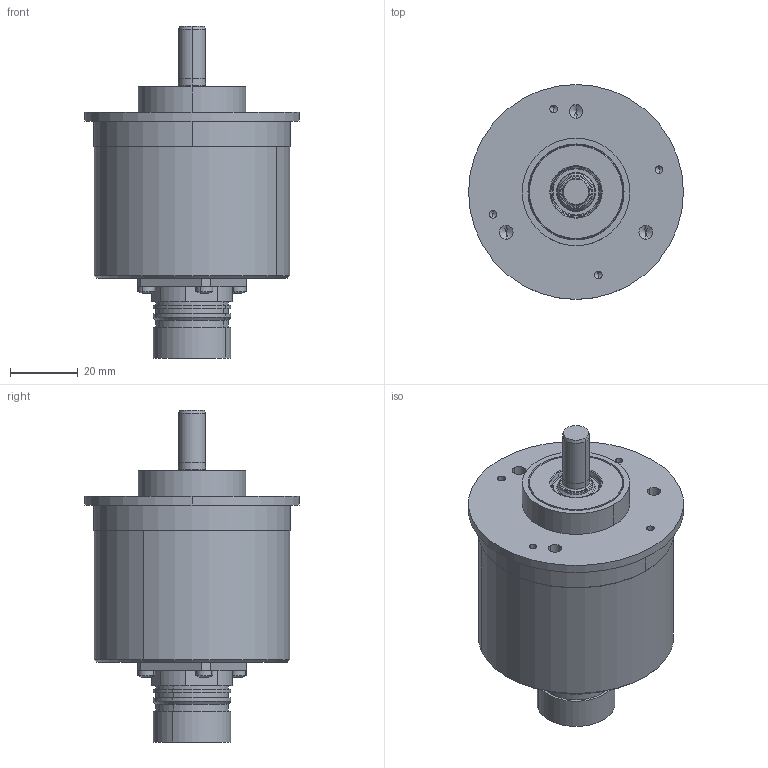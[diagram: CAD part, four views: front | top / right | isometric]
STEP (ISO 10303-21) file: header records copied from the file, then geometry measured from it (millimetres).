
FILE_DESCRIPTION((''),'2;1');
FILE_NAME('527758','2010-11-10T',('se2802'),(''),'PRO/ENGINEER BY PARAMETRIC TECHNOLOGY CORPORATION, 2010180','PRO/ENGINEER BY PARAMETRIC TECHNOLOGY CORPORATION, 2010180','');
FILE_SCHEMA(('CONFIG_CONTROL_DESIGN'));
Products named in the file (1): 527758
Bounding box: 63.5 x 63.5 x 98.1 mm (x, y, z)
Volume: 84733.7 mm3; surface area: 44974.7 mm2
Topology: 1 solids, 2 shells, 1463 faces, 4020 edges, 2608 vertices
Faces by surface type: cylinder 529, plane 470, extrusion 324, cone 68, torus 58, sphere 14
Entity records: 52107 total; most frequent: CARTESIAN_POINT 15288, ORIENTED_EDGE 8008, DIRECTION 7126, EDGE_CURVE 4004, VERTEX_POINT 2608, AXIS2_PLACEMENT_3D 2591, VECTOR 1944, LINE 1620
